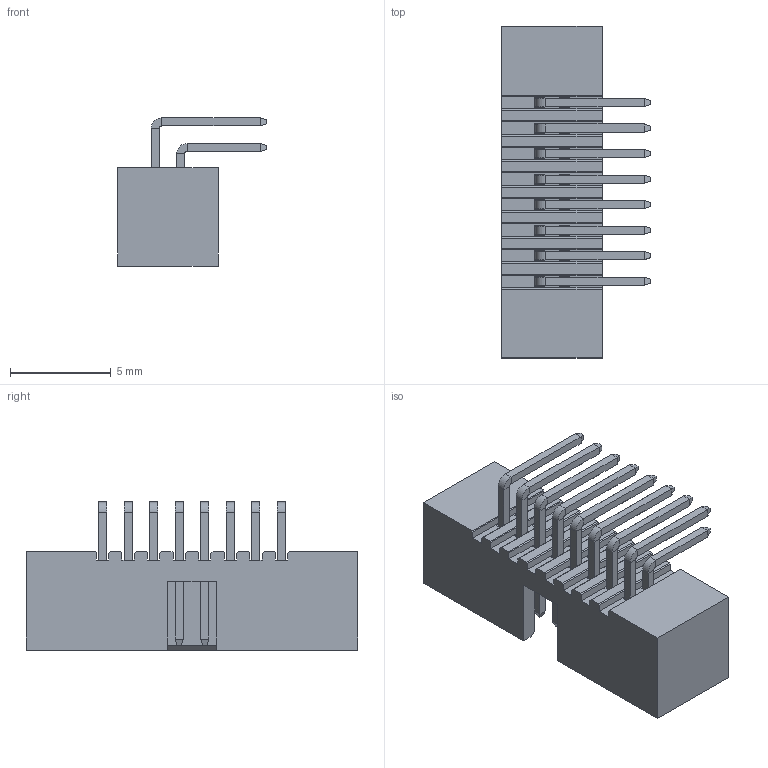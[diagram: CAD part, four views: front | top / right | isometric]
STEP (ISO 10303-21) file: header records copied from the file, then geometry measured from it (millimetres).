
FILE_DESCRIPTION((''),'2;1');
FILE_NAME('2195R-16_ASM','2020-12-10T09:16:09',('Jamie'),(''),'CREO PARAMETRIC BY PTC INC, 2018050','CREO PARAMETRIC BY PTC INC, 2018050','');
FILE_SCHEMA(('CONFIG_CONTROL_DESIGN'));
Length unit declared in the file: millimetre
Products named in the file (4): 801-2195R-16; 802-2195R-XXG-L; 802-2195R-XXG; 2195R-16_ASM
Assembly tree (17 placements, depth 2):
  2195R-16_ASM
    801-2195R-16
    802-2195R-XXG-L  x8
    802-2195R-XXG  x8
Bounding box: 7.4 x 16.51 x 7.37 mm (x, y, z)
Volume: 238.7 mm3; surface area: 813.1 mm2
Topology: 17 solids, 17 shells, 547 faces, 1215 edges, 702 vertices
Faces by surface type: plane 515, cylinder 32
Entity records: 7145 total; most frequent: CARTESIAN_POINT 1225, ORIENTED_EDGE 1198, DIRECTION 1127, EDGE_CURVE 599, VECTOR 591, LINE 591, VERTEX_POINT 366, EDGE_LOOP 271
